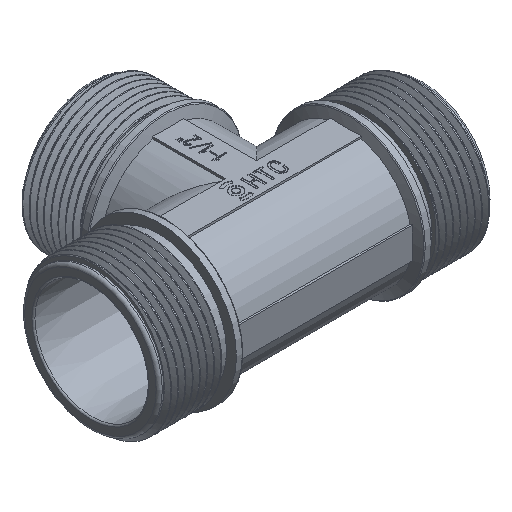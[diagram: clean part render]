
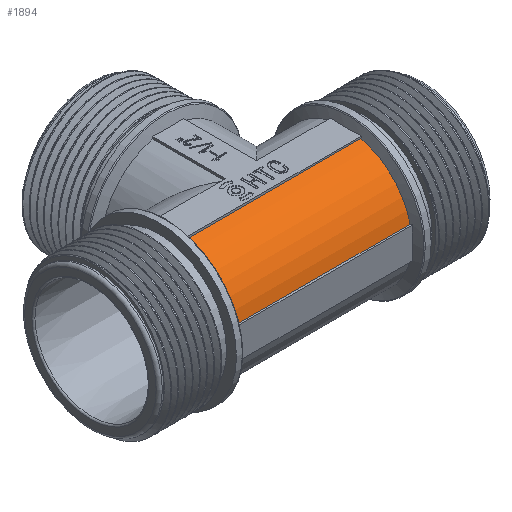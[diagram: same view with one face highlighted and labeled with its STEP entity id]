
A CAD part, isometric view. The second image highlights one B-rep face of the part: STEP entity #1894.
In plain terms, the highlighted cylindrical face has radius 21.5 mm (diameter 43 mm), a partial arc.
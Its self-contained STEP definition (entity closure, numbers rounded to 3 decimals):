
#1008=LINE('',#6597,#1281);
#1009=LINE('',#6602,#1282);
#1281=VECTOR('',#4992,1.);
#1282=VECTOR('',#4995,1.);
#1500=CYLINDRICAL_SURFACE('',#4607,21.5);
#1536=FACE_OUTER_BOUND('',#2310,.T.);
#1894=ADVANCED_FACE('',(#1536),#1500,.T.);
#2310=EDGE_LOOP('',(#2744,#2745,#2746,#2747));
#2744=ORIENTED_EDGE('',*,*,#4057,.F.);
#2745=ORIENTED_EDGE('',*,*,#4058,.T.);
#2746=ORIENTED_EDGE('',*,*,#4059,.F.);
#2747=ORIENTED_EDGE('',*,*,#4060,.T.);
#3694=VERTEX_POINT('',#6598);
#3695=VERTEX_POINT('',#6599);
#3696=VERTEX_POINT('',#6601);
#3697=VERTEX_POINT('',#6603);
#4057=EDGE_CURVE('',#3694,#3695,#1008,.T.);
#4058=EDGE_CURVE('',#3694,#3696,#4385,.T.);
#4059=EDGE_CURVE('',#3697,#3696,#1009,.T.);
#4060=EDGE_CURVE('',#3697,#3695,#4386,.T.);
#4385=CIRCLE('',#4605,21.5);
#4386=CIRCLE('',#4606,21.5);
#4605=AXIS2_PLACEMENT_3D('',#6600,#4993,#4994);
#4606=AXIS2_PLACEMENT_3D('',#6604,#4996,#4997);
#4607=AXIS2_PLACEMENT_3D('',#6605,#4998,#4999);
#4992=DIRECTION('',(-1.,0.,0.));
#4993=DIRECTION('',(-1.,0.,0.));
#4994=DIRECTION('',(0.,0.,-1.));
#4995=DIRECTION('',(1.,0.,0.));
#4996=DIRECTION('',(1.,0.,0.));
#4997=DIRECTION('',(0.,0.,1.));
#4998=DIRECTION('',(1.,0.,0.));
#4999=DIRECTION('',(0.,0.,1.));
#6597=CARTESIAN_POINT('',(0.,-20.911,5.));
#6598=CARTESIAN_POINT('',(81.476,-20.911,5.));
#6599=CARTESIAN_POINT('',(24.624,-20.911,5.));
#6600=CARTESIAN_POINT('',(81.476,0.,0.));
#6601=CARTESIAN_POINT('',(81.476,-5.,20.911));
#6602=CARTESIAN_POINT('',(0.,-5.,20.911));
#6603=CARTESIAN_POINT('',(24.624,-5.,20.911));
#6604=CARTESIAN_POINT('',(24.624,0.,0.));
#6605=CARTESIAN_POINT('',(0.,0.,0.));
